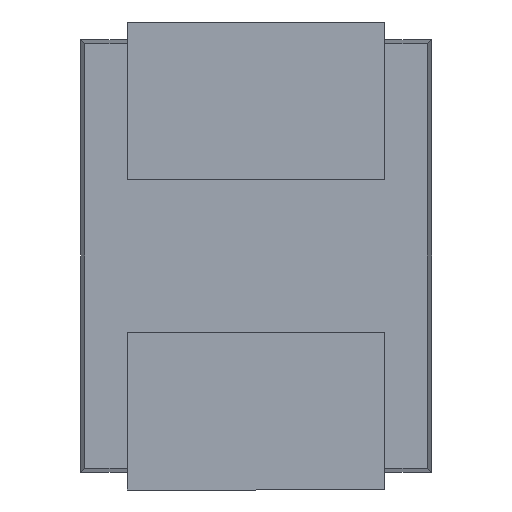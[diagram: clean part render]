
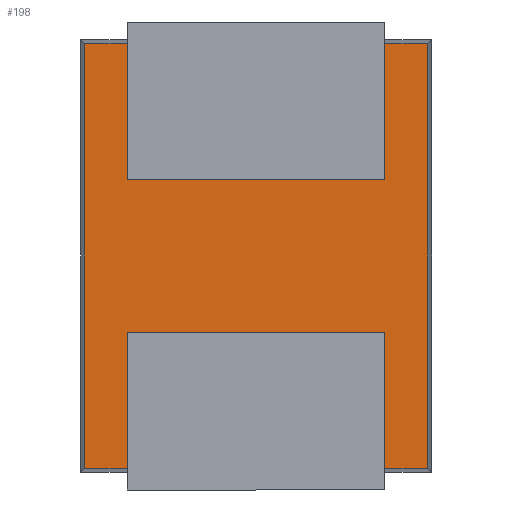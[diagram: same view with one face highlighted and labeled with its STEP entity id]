
A CAD part, front view. The second image highlights one B-rep face of the part: STEP entity #198.
In plain terms, the highlighted planar face has unit normal (0, -1, 0).
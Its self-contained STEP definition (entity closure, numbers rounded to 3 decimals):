
#45 = LINE ( 'NONE', #2980, #2181 ) ;
#153 = EDGE_CURVE ( 'NONE', #3068, #4978, #5948, .T. ) ;
#198 = ADVANCED_FACE ( 'NONE', ( #5818 ), #3944, .F. ) ;
#285 = EDGE_CURVE ( 'NONE', #2334, #3068, #4142, .T. ) ;
#286 = CARTESIAN_POINT ( 'NONE',  ( -1.1, -1., -0.65 ) ) ;
#323 = VECTOR ( 'NONE', #2472, 1000. ) ;
#363 = DIRECTION ( 'NONE',  ( 0., 0., 1. ) ) ;
#383 = VECTOR ( 'NONE', #3188, 1000. ) ;
#515 = DIRECTION ( 'NONE',  ( 0., 0., -1. ) ) ;
#548 = ORIENTED_EDGE ( 'NONE', *, *, #5248, .F. ) ;
#617 = CARTESIAN_POINT ( 'NONE',  ( 1.1, -1., 0.65 ) ) ;
#682 = CARTESIAN_POINT ( 'NONE',  ( -1.1, -1., 0.65 ) ) ;
#697 = VECTOR ( 'NONE', #3797, 1000. ) ;
#780 = CARTESIAN_POINT ( 'NONE',  ( -1.1, -1., 0. ) ) ;
#836 = VECTOR ( 'NONE', #2152, 1000. ) ;
#865 = CARTESIAN_POINT ( 'NONE',  ( 1.465, -1., 1.815 ) ) ;
#963 = LINE ( 'NONE', #2847, #5709 ) ;
#1017 = EDGE_CURVE ( 'NONE', #3984, #2680, #1032, .T. ) ;
#1032 = LINE ( 'NONE', #2497, #4590 ) ;
#1259 = EDGE_CURVE ( 'NONE', #2680, #4978, #4820, .T. ) ;
#1267 = CARTESIAN_POINT ( 'NONE',  ( -1.1, -1., -1.815 ) ) ;
#1357 = CARTESIAN_POINT ( 'NONE',  ( 0., -1., 1.815 ) ) ;
#1400 = AXIS2_PLACEMENT_3D ( 'NONE', #5480, #3465, #5417 ) ;
#1459 = LINE ( 'NONE', #3427, #323 ) ;
#1548 = VECTOR ( 'NONE', #3305, 1000. ) ;
#1681 = LINE ( 'NONE', #2727, #836 ) ;
#1773 = CARTESIAN_POINT ( 'NONE',  ( 1.465, -1., -1.815 ) ) ;
#1798 = ORIENTED_EDGE ( 'NONE', *, *, #4544, .F. ) ;
#2033 = VERTEX_POINT ( 'NONE', #5012 ) ;
#2097 = CARTESIAN_POINT ( 'NONE',  ( 0., -1., -1.815 ) ) ;
#2152 = DIRECTION ( 'NONE',  ( -1., 0., 0. ) ) ;
#2181 = VECTOR ( 'NONE', #3350, 1000. ) ;
#2293 = VERTEX_POINT ( 'NONE', #5447 ) ;
#2334 = VERTEX_POINT ( 'NONE', #865 ) ;
#2336 = CARTESIAN_POINT ( 'NONE',  ( 0., -1., 1.815 ) ) ;
#2397 = CARTESIAN_POINT ( 'NONE',  ( 1.1, -1., -0.65 ) ) ;
#2434 = VERTEX_POINT ( 'NONE', #682 ) ;
#2472 = DIRECTION ( 'NONE',  ( 0., 0., 1. ) ) ;
#2497 = CARTESIAN_POINT ( 'NONE',  ( 0., -1., -0.65 ) ) ;
#2577 = ORIENTED_EDGE ( 'NONE', *, *, #5060, .F. ) ;
#2680 = VERTEX_POINT ( 'NONE', #2397 ) ;
#2727 = CARTESIAN_POINT ( 'NONE',  ( 0., -1., 0.65 ) ) ;
#2732 = ORIENTED_EDGE ( 'NONE', *, *, #1259, .T. ) ;
#2847 = CARTESIAN_POINT ( 'NONE',  ( 0., -1., -1.815 ) ) ;
#2980 = CARTESIAN_POINT ( 'NONE',  ( -1.1, -1., 0. ) ) ;
#3068 = VERTEX_POINT ( 'NONE', #1773 ) ;
#3188 = DIRECTION ( 'NONE',  ( 0., 0., -1. ) ) ;
#3207 = VERTEX_POINT ( 'NONE', #617 ) ;
#3240 = EDGE_CURVE ( 'NONE', #4317, #3207, #4890, .T. ) ;
#3241 = CARTESIAN_POINT ( 'NONE',  ( 1.1, -1., -1.815 ) ) ;
#3305 = DIRECTION ( 'NONE',  ( 1., 0., 0. ) ) ;
#3322 = ORIENTED_EDGE ( 'NONE', *, *, #3240, .T. ) ;
#3350 = DIRECTION ( 'NONE',  ( 0., 0., 1. ) ) ;
#3427 = CARTESIAN_POINT ( 'NONE',  ( -1.465, -1., 0. ) ) ;
#3465 = DIRECTION ( 'NONE',  ( 0., 1., 0. ) ) ;
#3536 = ORIENTED_EDGE ( 'NONE', *, *, #3713, .F. ) ;
#3542 = VECTOR ( 'NONE', #3912, 1000. ) ;
#3713 = EDGE_CURVE ( 'NONE', #5049, #2293, #6152, .T. ) ;
#3797 = DIRECTION ( 'NONE',  ( 0., 0., -1. ) ) ;
#3800 = DIRECTION ( 'NONE',  ( 1., 0., 0. ) ) ;
#3823 = ORIENTED_EDGE ( 'NONE', *, *, #285, .F. ) ;
#3855 = CARTESIAN_POINT ( 'NONE',  ( 1.1, -1., 0. ) ) ;
#3912 = DIRECTION ( 'NONE',  ( -1., 0., 0. ) ) ;
#3944 = PLANE ( 'NONE',  #1400 ) ;
#3984 = VERTEX_POINT ( 'NONE', #286 ) ;
#4127 = VERTEX_POINT ( 'NONE', #1267 ) ;
#4142 = LINE ( 'NONE', #6082, #383 ) ;
#4280 = CARTESIAN_POINT ( 'NONE',  ( 1.1, -1., 0. ) ) ;
#4284 = LINE ( 'NONE', #2336, #4609 ) ;
#4317 = VERTEX_POINT ( 'NONE', #5839 ) ;
#4544 = EDGE_CURVE ( 'NONE', #4317, #2334, #4284, .T. ) ;
#4590 = VECTOR ( 'NONE', #5865, 1000. ) ;
#4609 = VECTOR ( 'NONE', #3800, 1000. ) ;
#4632 = LINE ( 'NONE', #780, #5234 ) ;
#4798 = DIRECTION ( 'NONE',  ( -1., 0., 0. ) ) ;
#4820 = LINE ( 'NONE', #4280, #697 ) ;
#4890 = LINE ( 'NONE', #3855, #5123 ) ;
#4978 = VERTEX_POINT ( 'NONE', #3241 ) ;
#5012 = CARTESIAN_POINT ( 'NONE',  ( -1.465, -1., -1.815 ) ) ;
#5049 = VERTEX_POINT ( 'NONE', #5686 ) ;
#5060 = EDGE_CURVE ( 'NONE', #2033, #5049, #1459, .T. ) ;
#5123 = VECTOR ( 'NONE', #515, 1000. ) ;
#5234 = VECTOR ( 'NONE', #363, 1000. ) ;
#5248 = EDGE_CURVE ( 'NONE', #4127, #2033, #963, .T. ) ;
#5391 = EDGE_CURVE ( 'NONE', #3207, #2434, #1681, .T. ) ;
#5417 = DIRECTION ( 'NONE',  ( 0., 0., 1. ) ) ;
#5447 = CARTESIAN_POINT ( 'NONE',  ( -1.1, -1., 1.815 ) ) ;
#5480 = CARTESIAN_POINT ( 'NONE',  ( 0., -1., 0. ) ) ;
#5497 = EDGE_LOOP ( 'NONE', ( #548, #5932, #6087, #2732, #5523, #3823, #1798, #3322, #6346, #6303, #3536, #2577 ) ) ;
#5523 = ORIENTED_EDGE ( 'NONE', *, *, #153, .F. ) ;
#5686 = CARTESIAN_POINT ( 'NONE',  ( -1.465, -1., 1.815 ) ) ;
#5709 = VECTOR ( 'NONE', #4798, 1000. ) ;
#5812 = EDGE_CURVE ( 'NONE', #2434, #2293, #4632, .T. ) ;
#5818 = FACE_OUTER_BOUND ( 'NONE', #5497, .T. ) ;
#5839 = CARTESIAN_POINT ( 'NONE',  ( 1.1, -1., 1.815 ) ) ;
#5865 = DIRECTION ( 'NONE',  ( 1., 0., 0. ) ) ;
#5932 = ORIENTED_EDGE ( 'NONE', *, *, #6004, .T. ) ;
#5948 = LINE ( 'NONE', #2097, #3542 ) ;
#6004 = EDGE_CURVE ( 'NONE', #4127, #3984, #45, .T. ) ;
#6082 = CARTESIAN_POINT ( 'NONE',  ( 1.465, -1., 0. ) ) ;
#6087 = ORIENTED_EDGE ( 'NONE', *, *, #1017, .T. ) ;
#6152 = LINE ( 'NONE', #1357, #1548 ) ;
#6303 = ORIENTED_EDGE ( 'NONE', *, *, #5812, .T. ) ;
#6346 = ORIENTED_EDGE ( 'NONE', *, *, #5391, .T. ) ;
